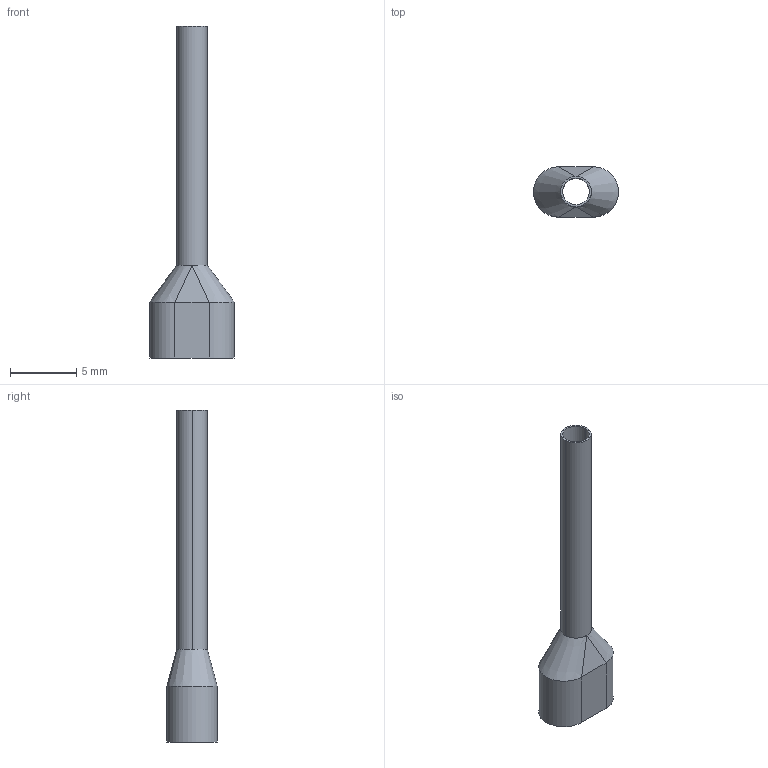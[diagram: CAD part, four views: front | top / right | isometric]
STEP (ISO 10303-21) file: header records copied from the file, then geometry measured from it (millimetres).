
FILE_DESCRIPTION(('CATIA V5R20 STEP214','CAx-IF Rec.Pracs.--- Model Styling and Organization---1.2---2011-12-15'),'2;1');
FILE_NAME ('D1464670_0_9037280000_9037280000.stp','2018-05-08T14:33:00+00:00',('none'),('Weidmueller'),'CATIA Version 5-6 Release 2014 SP4 HF52','CATIA V5 STEP AP214','none');
FILE_SCHEMA(('AUTOMOTIVE_DESIGN { 1 0 10303 214 1 1 1 1 }'));
Length unit declared in the file: millimetre
Products named in the file (1): 9037280000_H1,0-25 ZH GE
Bounding box: 6.4 x 3.8 x 25 mm (x, y, z)
Volume: 46.2 mm3; surface area: 458.9 mm2
Topology: 2 solids, 2 shells, 24 faces, 52 edges, 32 vertices
Faces by surface type: plane 12, cylinder 8, bspline 4
Entity records: 931 total; most frequent: CARTESIAN_POINT 393, ORIENTED_EDGE 104, DIRECTION 81, EDGE_CURVE 52, AXIS2_PLACEMENT_3D 35, VERTEX_POINT 32, VECTOR 29, LINE 29
